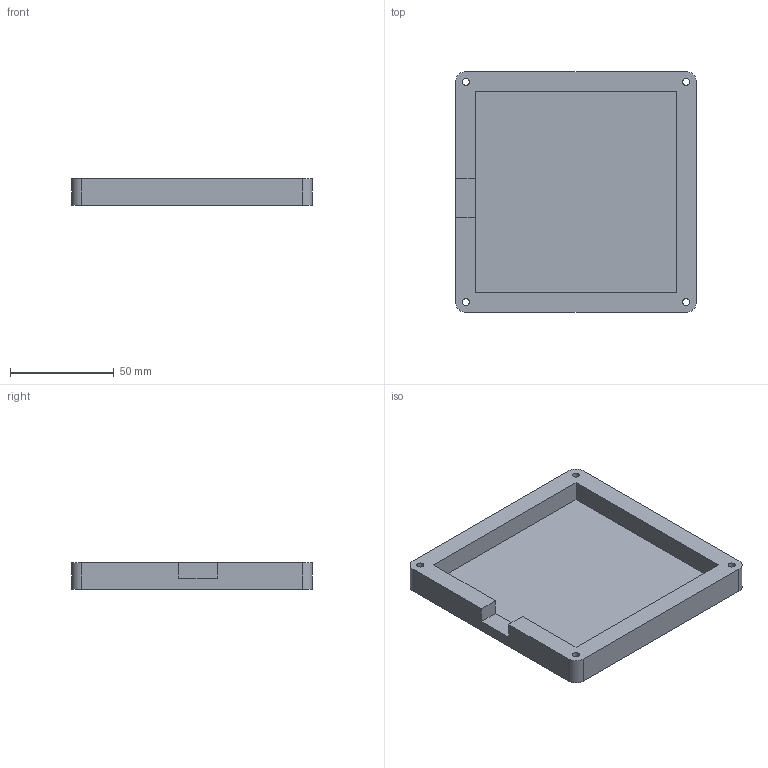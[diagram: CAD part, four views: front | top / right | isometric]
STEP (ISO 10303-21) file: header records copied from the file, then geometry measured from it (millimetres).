
FILE_DESCRIPTION(/* description */ ('','CAx-IF Rec.Pracs.---Representation and Presentation of Product Manufacturing Information (PMI)---4.0---2014-10-13'),/* implementation_level */ '2;1');
FILE_NAME(/* name */ 'Hackpad v8.step',/* time_stamp */ '2025-02-14T03:36:11Z',/* author */ (''),/* organization */ (''),/* preprocessor_version */ 'ST-DEVELOPER v20',/* originating_system */ 'Autodesk Translation Framework v13.20.0.188',/* authorisation */ '');
FILE_SCHEMA (('AP242_MANAGED_MODEL_BASED_3D_ENGINEERING_MIM_LF { 1 0 10303 442 1 1 4 }'));
Length unit declared in the file: millimetre
Products named in the file (2): Hackpad; Layan's DJ controller
Bounding box: 116 x 116 x 13 mm (x, y, z)
Volume: 78524 mm3; surface area: 37158.8 mm2
Topology: 1 solids, 1 shells, 394 faces, 1089 edges, 726 vertices
Faces by surface type: bspline 247, plane 135, cylinder 12
Full cylindrical faces by diameter (mm): 3.4 x4, 6 x4
Entity records: 14856 total; most frequent: CARTESIAN_POINT 6411, ORIENTED_EDGE 2178, EDGE_CURVE 1089, DIRECTION 919, VERTEX_POINT 726, LINE 571, VECTOR 571, B_SPLINE_CURVE_WITH_KNOTS 494
